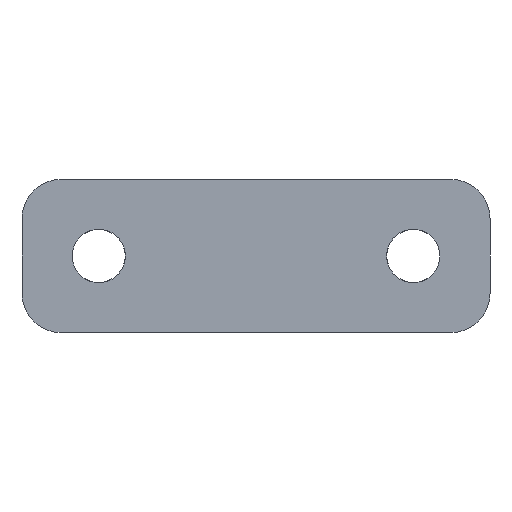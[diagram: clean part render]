
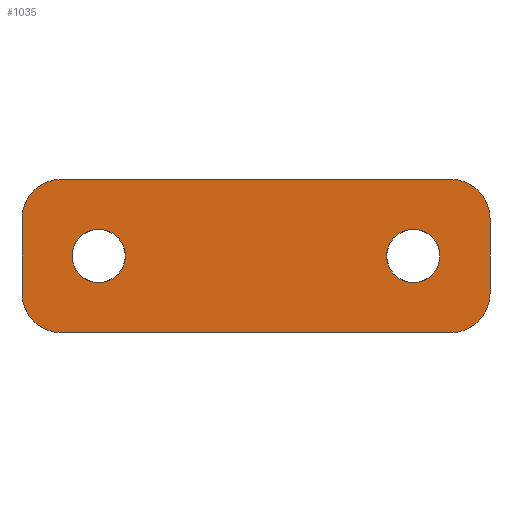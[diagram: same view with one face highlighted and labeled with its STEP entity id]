
A CAD part, front view. The second image highlights one B-rep face of the part: STEP entity #1035.
In plain terms, the highlighted planar face has unit normal (0, -1, 0).
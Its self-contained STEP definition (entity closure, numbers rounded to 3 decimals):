
#3 = CARTESIAN_POINT ( 'NONE',  ( 59.5, 0., 9.5 ) ) ;
#7 = CARTESIAN_POINT ( 'NONE',  ( 40., 0., 6.775 ) ) ;
#16 = FACE_BOUND ( 'NONE', #1184, .T. ) ;
#27 = ORIENTED_EDGE ( 'NONE', *, *, #698, .F. ) ;
#61 = CIRCLE ( 'NONE', #1291, 6.775 ) ;
#94 = EDGE_CURVE ( 'NONE', #1062, #119, #357, .T. ) ;
#102 = EDGE_CURVE ( 'NONE', #1023, #708, #430, .T. ) ;
#112 = ORIENTED_EDGE ( 'NONE', *, *, #1591, .F. ) ;
#119 = VERTEX_POINT ( 'NONE', #1022 ) ;
#137 = ORIENTED_EDGE ( 'NONE', *, *, #231, .F. ) ;
#138 = ORIENTED_EDGE ( 'NONE', *, *, #456, .F. ) ;
#139 = CARTESIAN_POINT ( 'NONE',  ( -49.5, 0., -19.5 ) ) ;
#159 = CIRCLE ( 'NONE', #592, 10. ) ;
#161 = VERTEX_POINT ( 'NONE', #301 ) ;
#204 = CARTESIAN_POINT ( 'NONE',  ( 49.5, 0., 19.5 ) ) ;
#217 = EDGE_CURVE ( 'NONE', #119, #1062, #1112, .T. ) ;
#231 = EDGE_CURVE ( 'NONE', #679, #1412, #159, .T. ) ;
#233 = DIRECTION ( 'NONE',  ( 1., 0., 0. ) ) ;
#236 = EDGE_LOOP ( 'NONE', ( #982, #112, #686, #27, #1340, #728, #137, #138 ) ) ;
#238 = CIRCLE ( 'NONE', #408, 10. ) ;
#275 = DIRECTION ( 'NONE',  ( 0., -1., 0. ) ) ;
#285 = CARTESIAN_POINT ( 'NONE',  ( -59.5, 0., 9.5 ) ) ;
#301 = CARTESIAN_POINT ( 'NONE',  ( 40., 0., -6.775 ) ) ;
#307 = DIRECTION ( 'NONE',  ( 0., 0., -1. ) ) ;
#319 = CARTESIAN_POINT ( 'NONE',  ( 40., 0., 0. ) ) ;
#357 = CIRCLE ( 'NONE', #924, 6.775 ) ;
#373 = CARTESIAN_POINT ( 'NONE',  ( -49.5, 0., 9.5 ) ) ;
#408 = AXIS2_PLACEMENT_3D ( 'NONE', #952, #865, #746 ) ;
#430 = CIRCLE ( 'NONE', #850, 10. ) ;
#432 = VERTEX_POINT ( 'NONE', #466 ) ;
#452 = CARTESIAN_POINT ( 'NONE',  ( -49.5, 0., 19.5 ) ) ;
#456 = EDGE_CURVE ( 'NONE', #708, #679, #738, .T. ) ;
#461 = CIRCLE ( 'NONE', #1512, 10. ) ;
#466 = CARTESIAN_POINT ( 'NONE',  ( 59.5, 0., -9.5 ) ) ;
#469 = VERTEX_POINT ( 'NONE', #992 ) ;
#470 = CARTESIAN_POINT ( 'NONE',  ( -40., 0., 6.775 ) ) ;
#478 = EDGE_CURVE ( 'NONE', #1072, #469, #238, .T. ) ;
#576 = DIRECTION ( 'NONE',  ( 0., 0., -1. ) ) ;
#586 = DIRECTION ( 'NONE',  ( 0., -1., 0. ) ) ;
#592 = AXIS2_PLACEMENT_3D ( 'NONE', #1261, #1388, #1018 ) ;
#661 = DIRECTION ( 'NONE',  ( 0., -1., 0. ) ) ;
#669 = VECTOR ( 'NONE', #1574, 1000. ) ;
#679 = VERTEX_POINT ( 'NONE', #204 ) ;
#686 = ORIENTED_EDGE ( 'NONE', *, *, #478, .F. ) ;
#698 = EDGE_CURVE ( 'NONE', #1186, #1072, #1432, .T. ) ;
#708 = VERTEX_POINT ( 'NONE', #452 ) ;
#722 = FACE_BOUND ( 'NONE', #1095, .T. ) ;
#728 = ORIENTED_EDGE ( 'NONE', *, *, #1423, .F. ) ;
#738 = LINE ( 'NONE', #1210, #925 ) ;
#743 = DIRECTION ( 'NONE',  ( 0., 0., 1. ) ) ;
#746 = DIRECTION ( 'NONE',  ( 0., 0., 1. ) ) ;
#766 = DIRECTION ( 'NONE',  ( 0., 0., 1. ) ) ;
#767 = DIRECTION ( 'NONE',  ( 0., 0., -1. ) ) ;
#769 = ORIENTED_EDGE ( 'NONE', *, *, #217, .F. ) ;
#770 = CARTESIAN_POINT ( 'NONE',  ( 49.5, 0., -9.5 ) ) ;
#850 = AXIS2_PLACEMENT_3D ( 'NONE', #910, #1411, #1531 ) ;
#858 = ORIENTED_EDGE ( 'NONE', *, *, #94, .F. ) ;
#859 = LINE ( 'NONE', #3, #1249 ) ;
#861 = VERTEX_POINT ( 'NONE', #7 ) ;
#865 = DIRECTION ( 'NONE',  ( 0., 1., 0. ) ) ;
#910 = CARTESIAN_POINT ( 'NONE',  ( -49.5, 0., 9.5 ) ) ;
#919 = CARTESIAN_POINT ( 'NONE',  ( -40., 0., 0. ) ) ;
#924 = AXIS2_PLACEMENT_3D ( 'NONE', #1381, #275, #767 ) ;
#925 = VECTOR ( 'NONE', #233, 1000. ) ;
#952 = CARTESIAN_POINT ( 'NONE',  ( -49.5, 0., -9.5 ) ) ;
#980 = CARTESIAN_POINT ( 'NONE',  ( 59.5, 0., 9.5 ) ) ;
#982 = ORIENTED_EDGE ( 'NONE', *, *, #102, .F. ) ;
#992 = CARTESIAN_POINT ( 'NONE',  ( -59.5, 0., -9.5 ) ) ;
#999 = EDGE_CURVE ( 'NONE', #861, #161, #1558, .T. ) ;
#1010 = CARTESIAN_POINT ( 'NONE',  ( 49.5, 0., -19.5 ) ) ;
#1018 = DIRECTION ( 'NONE',  ( 0., 0., 1. ) ) ;
#1020 = DIRECTION ( 'NONE',  ( 0., 1., 0. ) ) ;
#1022 = CARTESIAN_POINT ( 'NONE',  ( -40., 0., -6.775 ) ) ;
#1023 = VERTEX_POINT ( 'NONE', #1363 ) ;
#1031 = AXIS2_PLACEMENT_3D ( 'NONE', #919, #661, #307 ) ;
#1035 = ADVANCED_FACE ( 'NONE', ( #16, #722, #1234 ), #1485, .F. ) ;
#1062 = VERTEX_POINT ( 'NONE', #470 ) ;
#1072 = VERTEX_POINT ( 'NONE', #139 ) ;
#1095 = EDGE_LOOP ( 'NONE', ( #1139, #1517 ) ) ;
#1112 = CIRCLE ( 'NONE', #1031, 6.775 ) ;
#1125 = EDGE_CURVE ( 'NONE', #432, #1186, #461, .T. ) ;
#1127 = DIRECTION ( 'NONE',  ( 0., 1., 0. ) ) ;
#1139 = ORIENTED_EDGE ( 'NONE', *, *, #1376, .F. ) ;
#1180 = DIRECTION ( 'NONE',  ( 0., -1., 0. ) ) ;
#1184 = EDGE_LOOP ( 'NONE', ( #769, #858 ) ) ;
#1186 = VERTEX_POINT ( 'NONE', #1010 ) ;
#1208 = CARTESIAN_POINT ( 'NONE',  ( 40., 0., 0. ) ) ;
#1210 = CARTESIAN_POINT ( 'NONE',  ( -49.5, 0., 19.5 ) ) ;
#1234 = FACE_OUTER_BOUND ( 'NONE', #236, .T. ) ;
#1249 = VECTOR ( 'NONE', #1462, 1000. ) ;
#1261 = CARTESIAN_POINT ( 'NONE',  ( 49.5, 0., 9.5 ) ) ;
#1269 = DIRECTION ( 'NONE',  ( 0., 0., 1. ) ) ;
#1291 = AXIS2_PLACEMENT_3D ( 'NONE', #319, #1180, #576 ) ;
#1340 = ORIENTED_EDGE ( 'NONE', *, *, #1125, .F. ) ;
#1363 = CARTESIAN_POINT ( 'NONE',  ( -59.5, 0., 9.5 ) ) ;
#1376 = EDGE_CURVE ( 'NONE', #161, #861, #61, .T. ) ;
#1380 = LINE ( 'NONE', #285, #1516 ) ;
#1381 = CARTESIAN_POINT ( 'NONE',  ( -40., 0., 0. ) ) ;
#1388 = DIRECTION ( 'NONE',  ( 0., 1., 0. ) ) ;
#1411 = DIRECTION ( 'NONE',  ( 0., 1., 0. ) ) ;
#1412 = VERTEX_POINT ( 'NONE', #980 ) ;
#1423 = EDGE_CURVE ( 'NONE', #1412, #432, #859, .T. ) ;
#1432 = LINE ( 'NONE', #1445, #669 ) ;
#1445 = CARTESIAN_POINT ( 'NONE',  ( -49.5, 0., -19.5 ) ) ;
#1462 = DIRECTION ( 'NONE',  ( 0., 0., -1. ) ) ;
#1481 = AXIS2_PLACEMENT_3D ( 'NONE', #373, #1127, #743 ) ;
#1485 = PLANE ( 'NONE',  #1481 ) ;
#1512 = AXIS2_PLACEMENT_3D ( 'NONE', #770, #1020, #1269 ) ;
#1516 = VECTOR ( 'NONE', #766, 1000. ) ;
#1517 = ORIENTED_EDGE ( 'NONE', *, *, #999, .F. ) ;
#1531 = DIRECTION ( 'NONE',  ( 0., 0., 1. ) ) ;
#1558 = CIRCLE ( 'NONE', #1588, 6.775 ) ;
#1574 = DIRECTION ( 'NONE',  ( -1., 0., 0. ) ) ;
#1582 = DIRECTION ( 'NONE',  ( 0., 0., -1. ) ) ;
#1588 = AXIS2_PLACEMENT_3D ( 'NONE', #1208, #586, #1582 ) ;
#1591 = EDGE_CURVE ( 'NONE', #469, #1023, #1380, .T. ) ;
